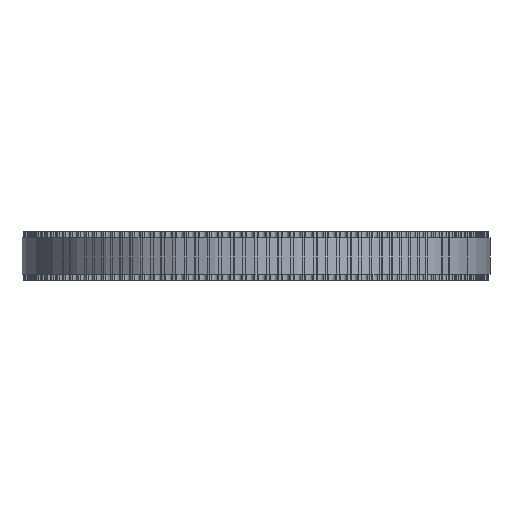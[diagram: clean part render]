
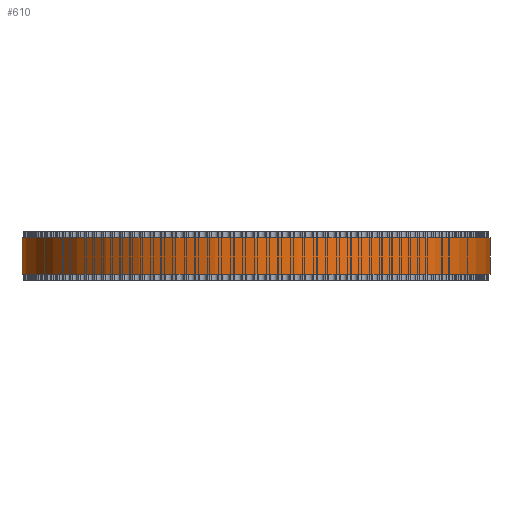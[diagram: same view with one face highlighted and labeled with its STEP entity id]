
A CAD part, front view. The second image highlights one B-rep face of the part: STEP entity #610.
In plain terms, the highlighted cylindrical face has radius 38.834 mm (diameter 77.668 mm), a full revolution.
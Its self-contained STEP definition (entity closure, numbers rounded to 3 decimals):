
#97=FACE_BOUND('',#2080,.T.);
#98=FACE_BOUND('',#2081,.T.);
#610=ADVANCED_FACE('',(#97,#98),#1099,.T.);
#1099=CYLINDRICAL_SURFACE('',#10879,38.834);
#2080=EDGE_LOOP('',(#5986));
#2081=EDGE_LOOP('',(#5987));
#5986=ORIENTED_EDGE('',*,*,#8430,.T.);
#5987=ORIENTED_EDGE('',*,*,#8431,.T.);
#6964=VERTEX_POINT('',#17240);
#6965=VERTEX_POINT('',#17242);
#8430=EDGE_CURVE('',#6964,#6964,#9408,.T.);
#8431=EDGE_CURVE('',#6965,#6965,#9409,.T.);
#9408=CIRCLE('',#10877,38.834);
#9409=CIRCLE('',#10878,38.834);
#10877=AXIS2_PLACEMENT_3D('',#17239,#14302,#14303);
#10878=AXIS2_PLACEMENT_3D('',#17241,#14304,#14305);
#10879=AXIS2_PLACEMENT_3D('',#17243,#14306,#14307);
#14302=DIRECTION('',(0.,0.,1.));
#14303=DIRECTION('',(1.,0.,0.));
#14304=DIRECTION('',(0.,0.,-1.));
#14305=DIRECTION('',(1.,0.,0.));
#14306=DIRECTION('',(0.,0.,1.));
#14307=DIRECTION('',(1.,0.,0.));
#17239=CARTESIAN_POINT('',(0.,0.,1.));
#17240=CARTESIAN_POINT('',(38.834,0.,1.));
#17241=CARTESIAN_POINT('',(0.,0.,7.));
#17242=CARTESIAN_POINT('',(38.834,0.,7.));
#17243=CARTESIAN_POINT('',(0.,0.,1.));
